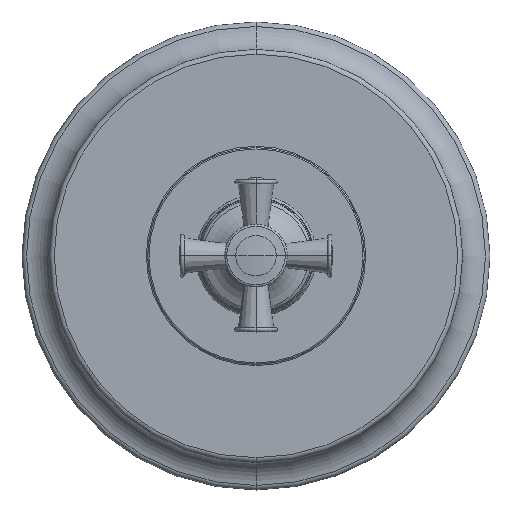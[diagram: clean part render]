
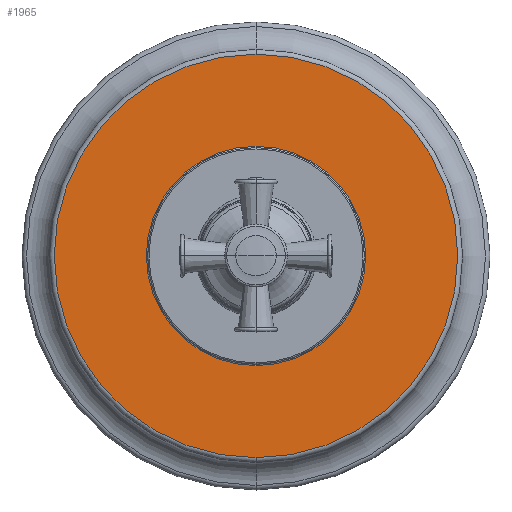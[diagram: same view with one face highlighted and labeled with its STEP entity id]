
A CAD part, top view. The second image highlights one B-rep face of the part: STEP entity #1965.
In plain terms, the highlighted planar face has unit normal (0, 0, 1).
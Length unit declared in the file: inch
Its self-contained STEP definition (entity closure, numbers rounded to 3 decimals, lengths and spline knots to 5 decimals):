
#80=CARTESIAN_POINT('',(0.,0.,0.625));
#81=DIRECTION('',(0.,0.,1.));
#82=DIRECTION('',(0.,1.,0.));
#83=AXIS2_PLACEMENT_3D('',#80,#81,#82);
#85=CARTESIAN_POINT('',(0.,0.,0.625));
#86=DIRECTION('',(0.,0.,-1.));
#87=DIRECTION('',(0.,1.,0.));
#88=AXIS2_PLACEMENT_3D('',#85,#86,#87);
#90=CARTESIAN_POINT('',(0.,0.,0.625));
#91=DIRECTION('',(0.,0.,1.));
#92=DIRECTION('',(0.,-1.,0.));
#93=AXIS2_PLACEMENT_3D('',#90,#91,#92);
#105=CARTESIAN_POINT('',(0.,0.,0.625));
#106=DIRECTION('',(0.,0.,1.));
#107=DIRECTION('',(0.,1.,0.));
#108=AXIS2_PLACEMENT_3D('',#105,#106,#107);
#1586=CARTESIAN_POINT('',(0.,3.233,0.625));
#1587=VERTEX_POINT('',#1586);
#1594=CARTESIAN_POINT('',(0.,-3.233,0.625));
#1595=VERTEX_POINT('',#1594);
#1596=CARTESIAN_POINT('',(0.,-1.75698,0.625));
#1597=CARTESIAN_POINT('',(0.,1.75698,0.625));
#1598=VERTEX_POINT('',#1596);
#1599=VERTEX_POINT('',#1597);
#1950=CARTESIAN_POINT('',(0.,0.,0.625));
#1951=DIRECTION('',(0.,0.,-1.));
#1952=DIRECTION('',(0.,-1.,0.));
#1953=AXIS2_PLACEMENT_3D('',#1950,#1951,#1952);
#1954=PLANE('',#1953);
#1955=ORIENTED_EDGE('',*,*,#1929,.F.);
#1956=ORIENTED_EDGE('',*,*,#1945,.T.);
#1957=EDGE_LOOP('',(#1955,#1956));
#1958=FACE_OUTER_BOUND('',#1957,.F.);
#1960=ORIENTED_EDGE('',*,*,#1959,.T.);
#1962=ORIENTED_EDGE('',*,*,#1961,.T.);
#1963=EDGE_LOOP('',(#1960,#1962));
#1964=FACE_BOUND('',#1963,.F.);
#1965=ADVANCED_FACE('',(#1958,#1964),#1954,.F.);
#84=CIRCLE('',#83,3.233);
#89=CIRCLE('',#88,3.233);
#94=CIRCLE('',#93,1.75698);
#109=CIRCLE('',#108,1.75698);
#1929=EDGE_CURVE('',#1587,#1595,#84,.T.);
#1945=EDGE_CURVE('',#1587,#1595,#89,.T.);
#1959=EDGE_CURVE('',#1598,#1599,#94,.T.);
#1961=EDGE_CURVE('',#1599,#1598,#109,.T.);
